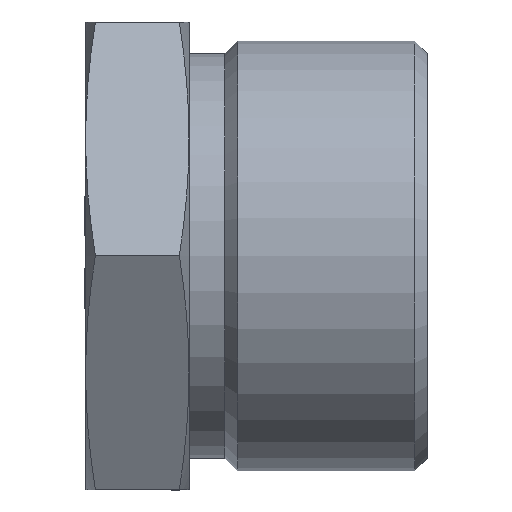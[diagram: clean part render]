
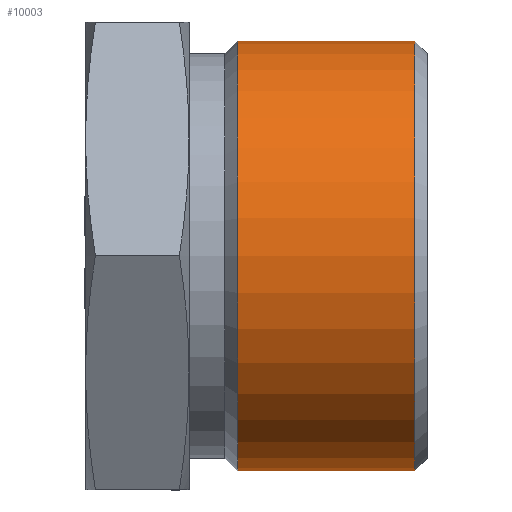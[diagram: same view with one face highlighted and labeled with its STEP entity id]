
A CAD part, top view. The second image highlights one B-rep face of the part: STEP entity #10003.
In plain terms, the highlighted cylindrical face has radius 23.901 mm (diameter 47.803 mm), a partial arc.
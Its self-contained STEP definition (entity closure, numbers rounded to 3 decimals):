
#92 = DIRECTION ( 'NONE',  ( 0., -1., 0. ) ) ;
#151 = CIRCLE ( 'NONE', #5071, 23.901 ) ;
#160 = VECTOR ( 'NONE', #9359, 1000. ) ;
#200 = CARTESIAN_POINT ( 'NONE',  ( 16.902, 23.902, 0. ) ) ;
#611 = AXIS2_PLACEMENT_3D ( 'NONE', #11293, #3710, #92 ) ;
#835 = DIRECTION ( 'NONE',  ( 0., -1., 0. ) ) ;
#1269 = LINE ( 'NONE', #10209, #160 ) ;
#1346 = CIRCLE ( 'NONE', #611, 23.901 ) ;
#1367 = VERTEX_POINT ( 'NONE', #10699 ) ;
#1455 = CARTESIAN_POINT ( 'NONE',  ( 11.5, -23.902, 0. ) ) ;
#1886 = EDGE_LOOP ( 'NONE', ( #4434, #6328, #2690, #8880 ) ) ;
#2690 = ORIENTED_EDGE ( 'NONE', *, *, #10369, .T. ) ;
#3106 = CARTESIAN_POINT ( 'NONE',  ( 16.901, -23.902, 0. ) ) ;
#3294 = CARTESIAN_POINT ( 'NONE',  ( 36.599, 23.901, 0. ) ) ;
#3559 = AXIS2_PLACEMENT_3D ( 'NONE', #8760, #6750, #10595 ) ;
#3710 = DIRECTION ( 'NONE',  ( 1., 0., 0. ) ) ;
#4254 = VERTEX_POINT ( 'NONE', #3294 ) ;
#4434 = ORIENTED_EDGE ( 'NONE', *, *, #7525, .F. ) ;
#4763 = EDGE_CURVE ( 'NONE', #7355, #10660, #151, .T. ) ;
#4937 = FACE_OUTER_BOUND ( 'NONE', #1886, .T. ) ;
#5071 = AXIS2_PLACEMENT_3D ( 'NONE', #8286, #11276, #835 ) ;
#5159 = DIRECTION ( 'NONE',  ( 1., 0., 0. ) ) ;
#5230 = CYLINDRICAL_SURFACE ( 'NONE', #3559, 23.901 ) ;
#6328 = ORIENTED_EDGE ( 'NONE', *, *, #4763, .F. ) ;
#6750 = DIRECTION ( 'NONE',  ( 1., 0., 0. ) ) ;
#7355 = VERTEX_POINT ( 'NONE', #3106 ) ;
#7525 = EDGE_CURVE ( 'NONE', #10660, #4254, #1269, .T. ) ;
#8194 = VECTOR ( 'NONE', #5159, 1000. ) ;
#8286 = CARTESIAN_POINT ( 'NONE',  ( 16.901, 0., 0. ) ) ;
#8760 = CARTESIAN_POINT ( 'NONE',  ( 11.5, 0., 0. ) ) ;
#8880 = ORIENTED_EDGE ( 'NONE', *, *, #9701, .F. ) ;
#9359 = DIRECTION ( 'NONE',  ( 1., 0., 0. ) ) ;
#9701 = EDGE_CURVE ( 'NONE', #4254, #1367, #1346, .T. ) ;
#10003 = ADVANCED_FACE ( 'NONE', ( #4937 ), #5230, .T. ) ;
#10209 = CARTESIAN_POINT ( 'NONE',  ( 11.5, 23.901, 0. ) ) ;
#10369 = EDGE_CURVE ( 'NONE', #7355, #1367, #11610, .T. ) ;
#10595 = DIRECTION ( 'NONE',  ( 0., -1., 0. ) ) ;
#10660 = VERTEX_POINT ( 'NONE', #200 ) ;
#10699 = CARTESIAN_POINT ( 'NONE',  ( 36.598, -23.902, 0. ) ) ;
#11276 = DIRECTION ( 'NONE',  ( -1., 0., 0. ) ) ;
#11293 = CARTESIAN_POINT ( 'NONE',  ( 36.599, 0., 0. ) ) ;
#11610 = LINE ( 'NONE', #1455, #8194 ) ;
